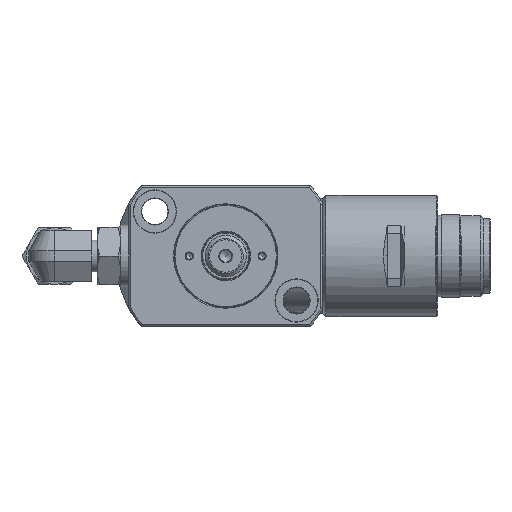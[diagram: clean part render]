
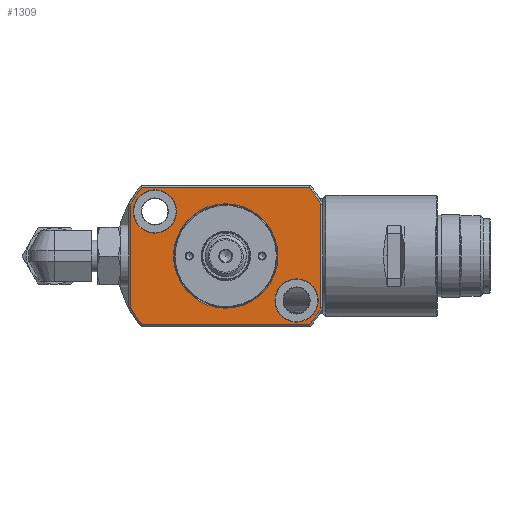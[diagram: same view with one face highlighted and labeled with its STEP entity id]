
A CAD part, left-side view. The second image highlights one B-rep face of the part: STEP entity #1309.
In plain terms, the highlighted planar face has unit normal (-1, 0, 0).
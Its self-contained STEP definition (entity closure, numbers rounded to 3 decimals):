
#195 = VERTEX_POINT ( 'NONE', #17880 ) ;
#381 = DIRECTION ( 'NONE',  ( 0., 0., -1. ) ) ;
#385 = DIRECTION ( 'NONE',  ( 0., 0., -1. ) ) ;
#440 = DIRECTION ( 'NONE',  ( 0., 0., -1. ) ) ;
#446 = VERTEX_POINT ( 'NONE', #645 ) ;
#506 = LINE ( 'NONE', #3733, #18563 ) ;
#585 = CARTESIAN_POINT ( 'NONE',  ( 0., -20.653, -17. ) ) ;
#628 = EDGE_CURVE ( 'NONE', #17970, #18152, #16068, .T. ) ;
#645 = CARTESIAN_POINT ( 'NONE',  ( 0., 20.653, 17. ) ) ;
#699 = DIRECTION ( 'NONE',  ( 0., -1., 0. ) ) ;
#712 = DIRECTION ( 'NONE',  ( 1., 0., 0. ) ) ;
#779 = CARTESIAN_POINT ( 'NONE',  ( 0., 23.5, 0. ) ) ;
#955 = VERTEX_POINT ( 'NONE', #14616 ) ;
#1155 = EDGE_LOOP ( 'NONE', ( #16371 ) ) ;
#1211 = CIRCLE ( 'NONE', #15027, 12.9 ) ;
#1295 = CIRCLE ( 'NONE', #16368, 5.35 ) ;
#1309 = ADVANCED_FACE ( 'NONE', ( #10847, #15557, #12518, #1983 ), #15648, .F. ) ;
#1330 = CARTESIAN_POINT ( 'NONE',  ( 0., -23.5, 0. ) ) ;
#1441 = DIRECTION ( 'NONE',  ( -1., 0., 0. ) ) ;
#1652 = AXIS2_PLACEMENT_3D ( 'NONE', #10612, #1746, #385 ) ;
#1663 = VERTEX_POINT ( 'NONE', #585 ) ;
#1746 = DIRECTION ( 'NONE',  ( -1., 0., 0. ) ) ;
#1931 = EDGE_CURVE ( 'NONE', #1663, #11762, #10140, .T. ) ;
#1982 = CARTESIAN_POINT ( 'NONE',  ( 0., -23.5, -12.779 ) ) ;
#1983 = FACE_BOUND ( 'NONE', #15927, .T. ) ;
#2612 = DIRECTION ( 'NONE',  ( 0., 0., 1. ) ) ;
#2767 = EDGE_CURVE ( 'NONE', #8763, #5427, #4794, .T. ) ;
#2884 = AXIS2_PLACEMENT_3D ( 'NONE', #16830, #712, #6623 ) ;
#2905 = DIRECTION ( 'NONE',  ( 0., 0., 1. ) ) ;
#2932 = VECTOR ( 'NONE', #4674, 1000. ) ;
#2977 = ORIENTED_EDGE ( 'NONE', *, *, #10031, .F. ) ;
#3013 = ORIENTED_EDGE ( 'NONE', *, *, #17036, .T. ) ;
#3058 = EDGE_CURVE ( 'NONE', #5427, #446, #13520, .T. ) ;
#3733 = CARTESIAN_POINT ( 'NONE',  ( 0., -20.231, -17. ) ) ;
#4374 = CARTESIAN_POINT ( 'NONE',  ( 0., 0., 0. ) ) ;
#4474 = EDGE_CURVE ( 'NONE', #12747, #17970, #14532, .T. ) ;
#4488 = DIRECTION ( 'NONE',  ( 1., 0., 0. ) ) ;
#4674 = DIRECTION ( 'NONE',  ( 0., 1., 0. ) ) ;
#4794 = CIRCLE ( 'NONE', #14220, 26.75 ) ;
#5108 = EDGE_CURVE ( 'NONE', #195, #195, #1211, .T. ) ;
#5301 = CARTESIAN_POINT ( 'NONE',  ( 0., -17.5, -5.65 ) ) ;
#5427 = VERTEX_POINT ( 'NONE', #11686 ) ;
#5662 = CARTESIAN_POINT ( 'NONE',  ( 0., 0., 0. ) ) ;
#5877 = CARTESIAN_POINT ( 'NONE',  ( 0., -17.5, -11. ) ) ;
#6000 = VECTOR ( 'NONE', #8561, 1000. ) ;
#6455 = CARTESIAN_POINT ( 'NONE',  ( 0., 0., 0. ) ) ;
#6502 = VERTEX_POINT ( 'NONE', #5301 ) ;
#6623 = DIRECTION ( 'NONE',  ( 0., 0., -1. ) ) ;
#6789 = ORIENTED_EDGE ( 'NONE', *, *, #2767, .T. ) ;
#7199 = EDGE_LOOP ( 'NONE', ( #19192, #16536, #6789, #17730, #9371, #11760, #19202, #3013 ) ) ;
#7608 = AXIS2_PLACEMENT_3D ( 'NONE', #6455, #16749, #440 ) ;
#7865 = DIRECTION ( 'NONE',  ( -1., 0., 0. ) ) ;
#8202 = CIRCLE ( 'NONE', #9128, 5.35 ) ;
#8561 = DIRECTION ( 'NONE',  ( 0., 0., -1. ) ) ;
#8723 = DIRECTION ( 'NONE',  ( -1., 0., 0. ) ) ;
#8763 = VERTEX_POINT ( 'NONE', #16989 ) ;
#8815 = DIRECTION ( 'NONE',  ( 0., 0., -1. ) ) ;
#9128 = AXIS2_PLACEMENT_3D ( 'NONE', #14602, #8723, #2905 ) ;
#9145 = EDGE_CURVE ( 'NONE', #11762, #8763, #9823, .T. ) ;
#9371 = ORIENTED_EDGE ( 'NONE', *, *, #10531, .T. ) ;
#9419 = AXIS2_PLACEMENT_3D ( 'NONE', #5662, #16268, #8815 ) ;
#9823 = LINE ( 'NONE', #1330, #17832 ) ;
#10031 = EDGE_CURVE ( 'NONE', #6502, #6502, #1295, .T. ) ;
#10140 = CIRCLE ( 'NONE', #1652, 26.75 ) ;
#10494 = DIRECTION ( 'NONE',  ( 0., 0., -1. ) ) ;
#10531 = EDGE_CURVE ( 'NONE', #446, #12747, #10976, .T. ) ;
#10612 = CARTESIAN_POINT ( 'NONE',  ( 0., 0., 0. ) ) ;
#10642 = CARTESIAN_POINT ( 'NONE',  ( 0., 20.653, -17. ) ) ;
#10847 = FACE_BOUND ( 'NONE', #15017, .T. ) ;
#10976 = CIRCLE ( 'NONE', #9419, 26.75 ) ;
#11560 = EDGE_CURVE ( 'NONE', #955, #955, #8202, .T. ) ;
#11686 = CARTESIAN_POINT ( 'NONE',  ( 0., -20.653, 17. ) ) ;
#11760 = ORIENTED_EDGE ( 'NONE', *, *, #4474, .T. ) ;
#11762 = VERTEX_POINT ( 'NONE', #1982 ) ;
#11829 = CARTESIAN_POINT ( 'NONE',  ( 0., 23.5, -12.779 ) ) ;
#12518 = FACE_BOUND ( 'NONE', #1155, .T. ) ;
#12747 = VERTEX_POINT ( 'NONE', #19017 ) ;
#13520 = LINE ( 'NONE', #14799, #2932 ) ;
#14220 = AXIS2_PLACEMENT_3D ( 'NONE', #15311, #7865, #381 ) ;
#14499 = ORIENTED_EDGE ( 'NONE', *, *, #11560, .F. ) ;
#14532 = LINE ( 'NONE', #779, #6000 ) ;
#14602 = CARTESIAN_POINT ( 'NONE',  ( 0., 17.5, 11. ) ) ;
#14616 = CARTESIAN_POINT ( 'NONE',  ( 0., 17.5, 16.35 ) ) ;
#14799 = CARTESIAN_POINT ( 'NONE',  ( 0., 20.231, 17. ) ) ;
#15017 = EDGE_LOOP ( 'NONE', ( #2977 ) ) ;
#15027 = AXIS2_PLACEMENT_3D ( 'NONE', #4374, #4488, #10494 ) ;
#15311 = CARTESIAN_POINT ( 'NONE',  ( 0., 0., 0. ) ) ;
#15557 = FACE_OUTER_BOUND ( 'NONE', #7199, .T. ) ;
#15648 = PLANE ( 'NONE',  #2884 ) ;
#15927 = EDGE_LOOP ( 'NONE', ( #14499 ) ) ;
#16068 = CIRCLE ( 'NONE', #7608, 26.75 ) ;
#16268 = DIRECTION ( 'NONE',  ( -1., 0., 0. ) ) ;
#16368 = AXIS2_PLACEMENT_3D ( 'NONE', #5877, #1441, #17963 ) ;
#16371 = ORIENTED_EDGE ( 'NONE', *, *, #5108, .T. ) ;
#16536 = ORIENTED_EDGE ( 'NONE', *, *, #9145, .T. ) ;
#16749 = DIRECTION ( 'NONE',  ( -1., 0., 0. ) ) ;
#16830 = CARTESIAN_POINT ( 'NONE',  ( 0., 0., 0. ) ) ;
#16989 = CARTESIAN_POINT ( 'NONE',  ( 0., -23.5, 12.779 ) ) ;
#17036 = EDGE_CURVE ( 'NONE', #18152, #1663, #506, .T. ) ;
#17730 = ORIENTED_EDGE ( 'NONE', *, *, #3058, .T. ) ;
#17832 = VECTOR ( 'NONE', #2612, 1000. ) ;
#17880 = CARTESIAN_POINT ( 'NONE',  ( 0., 0., -12.9 ) ) ;
#17963 = DIRECTION ( 'NONE',  ( 0., 0., 1. ) ) ;
#17970 = VERTEX_POINT ( 'NONE', #11829 ) ;
#18152 = VERTEX_POINT ( 'NONE', #10642 ) ;
#18563 = VECTOR ( 'NONE', #699, 1000. ) ;
#19017 = CARTESIAN_POINT ( 'NONE',  ( 0., 23.5, 12.779 ) ) ;
#19192 = ORIENTED_EDGE ( 'NONE', *, *, #1931, .T. ) ;
#19202 = ORIENTED_EDGE ( 'NONE', *, *, #628, .T. ) ;
